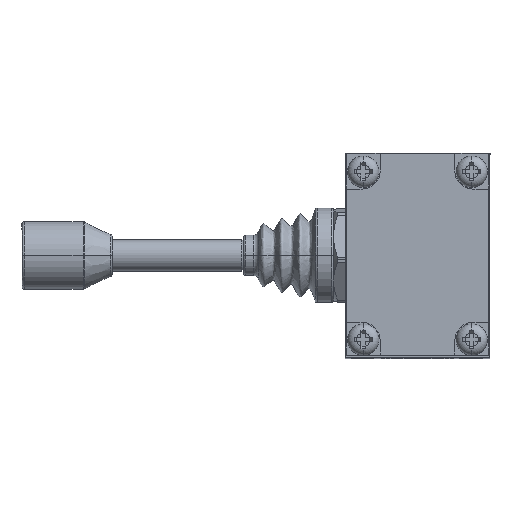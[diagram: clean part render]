
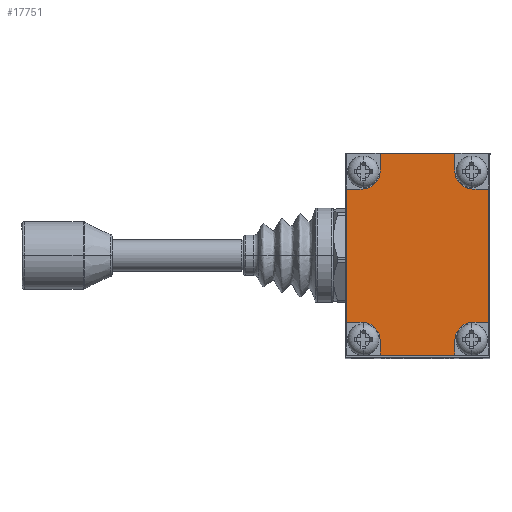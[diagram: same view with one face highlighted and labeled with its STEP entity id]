
A CAD part, top view. The second image highlights one B-rep face of the part: STEP entity #17751.
In plain terms, the highlighted planar face has unit normal (0, 0, 1).
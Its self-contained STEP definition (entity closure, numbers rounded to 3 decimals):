
#1132 = EDGE_CURVE ( 'NONE', #20784, #20652, #18702, .T. ) ;
#1135 = EDGE_CURVE ( 'NONE', #20953, #20918, #18706, .T. ) ;
#1147 = EDGE_CURVE ( 'NONE', #20642, #20848, #18720, .T. ) ;
#1172 = EDGE_CURVE ( 'NONE', #20738, #20700, #18746, .T. ) ;
#11519 = CARTESIAN_POINT ( 'NONE',  ( -15.8, 22.7, 0. ) ) ;
#11522 = DIRECTION ( 'NONE',  ( 0., -1., 0. ) ) ;
#11534 = CARTESIAN_POINT ( 'NONE',  ( 15.8, -22.1, 0. ) ) ;
#11537 = DIRECTION ( 'NONE',  ( 1., 0., 0. ) ) ;
#11586 = CARTESIAN_POINT ( 'NONE',  ( 15.8, 22.7, 0. ) ) ;
#11588 = DIRECTION ( 'NONE',  ( 0., 1., 0. ) ) ;
#11680 = CARTESIAN_POINT ( 'NONE',  ( 15.8, 22.7, 0. ) ) ;
#11683 = DIRECTION ( 'NONE',  ( -1., 0., 0. ) ) ;
#13696 = LINE ( 'NONE', #30233, #13698 ) ;
#13698 = VECTOR ( 'NONE', #30235, 1000. ) ;
#13700 = CIRCLE ( 'NONE', #38011, 4. ) ;
#13707 = LINE ( 'NONE', #30263, #13708 ) ;
#13708 = VECTOR ( 'NONE', #30264, 1000. ) ;
#13711 = LINE ( 'NONE', #30271, #13712 ) ;
#13712 = VECTOR ( 'NONE', #30273, 1000. ) ;
#13719 = CIRCLE ( 'NONE', #38017, 4. ) ;
#13723 = LINE ( 'NONE', #30304, #13724 ) ;
#13724 = VECTOR ( 'NONE', #30306, 1000. ) ;
#13730 = LINE ( 'NONE', #30322, #13731 ) ;
#13731 = VECTOR ( 'NONE', #30324, 1000. ) ;
#13732 = LINE ( 'NONE', #30332, #13734 ) ;
#13733 = CIRCLE ( 'NONE', #38021, 4. ) ;
#13734 = VECTOR ( 'NONE', #30334, 1000. ) ;
#17029 = FACE_OUTER_BOUND ( 'NONE', #46524, .T. ) ;
#17751 = ADVANCED_FACE ( 'NONE', ( #17029 ), #35551, .T. ) ;
#18277 = ORIENTED_EDGE ( 'NONE', *, *, #1132, .T. ) ;
#18279 = ORIENTED_EDGE ( 'NONE', *, *, #48732, .F. ) ;
#18281 = ORIENTED_EDGE ( 'NONE', *, *, #48733, .F. ) ;
#18283 = ORIENTED_EDGE ( 'NONE', *, *, #48738, .F. ) ;
#18287 = ORIENTED_EDGE ( 'NONE', *, *, #1172, .T. ) ;
#18289 = ORIENTED_EDGE ( 'NONE', *, *, #48740, .F. ) ;
#18291 = ORIENTED_EDGE ( 'NONE', *, *, #48744, .F. ) ;
#18293 = ORIENTED_EDGE ( 'NONE', *, *, #48747, .F. ) ;
#18295 = ORIENTED_EDGE ( 'NONE', *, *, #1147, .T. ) ;
#18297 = ORIENTED_EDGE ( 'NONE', *, *, #48751, .F. ) ;
#18299 = ORIENTED_EDGE ( 'NONE', *, *, #48752, .F. ) ;
#18301 = ORIENTED_EDGE ( 'NONE', *, *, #48753, .F. ) ;
#18303 = ORIENTED_EDGE ( 'NONE', *, *, #1135, .T. ) ;
#18305 = ORIENTED_EDGE ( 'NONE', *, *, #19024, .F. ) ;
#18307 = ORIENTED_EDGE ( 'NONE', *, *, #19025, .F. ) ;
#18309 = ORIENTED_EDGE ( 'NONE', *, *, #19026, .F. ) ;
#18702 = LINE ( 'NONE', #11519, #18703 ) ;
#18703 = VECTOR ( 'NONE', #11522, 1000. ) ;
#18706 = LINE ( 'NONE', #11534, #18707 ) ;
#18707 = VECTOR ( 'NONE', #11537, 1000. ) ;
#18720 = LINE ( 'NONE', #11586, #18721 ) ;
#18721 = VECTOR ( 'NONE', #11588, 1000. ) ;
#18746 = LINE ( 'NONE', #11680, #18747 ) ;
#18747 = VECTOR ( 'NONE', #11683, 1000. ) ;
#19024 = EDGE_CURVE ( 'NONE', #20953, #20841, #26019, .T. ) ;
#19025 = EDGE_CURVE ( 'NONE', #20841, #20806, #26023, .T. ) ;
#19026 = EDGE_CURVE ( 'NONE', #20806, #20652, #26022, .T. ) ;
#20642 = VERTEX_POINT ( 'NONE', #39118 ) ;
#20652 = VERTEX_POINT ( 'NONE', #39137 ) ;
#20656 = VERTEX_POINT ( 'NONE', #39145 ) ;
#20687 = VERTEX_POINT ( 'NONE', #39200 ) ;
#20700 = VERTEX_POINT ( 'NONE', #39223 ) ;
#20709 = VERTEX_POINT ( 'NONE', #39235 ) ;
#20738 = VERTEX_POINT ( 'NONE', #39261 ) ;
#20784 = VERTEX_POINT ( 'NONE', #39302 ) ;
#20806 = VERTEX_POINT ( 'NONE', #39322 ) ;
#20841 = VERTEX_POINT ( 'NONE', #39353 ) ;
#20848 = VERTEX_POINT ( 'NONE', #39357 ) ;
#20918 = VERTEX_POINT ( 'NONE', #39419 ) ;
#20920 = VERTEX_POINT ( 'NONE', #39421 ) ;
#20953 = VERTEX_POINT ( 'NONE', #39452 ) ;
#20967 = VERTEX_POINT ( 'NONE', #39466 ) ;
#20971 = VERTEX_POINT ( 'NONE', #39470 ) ;
#26019 = LINE ( 'NONE', #30814, #26021 ) ;
#26021 = VECTOR ( 'NONE', #30816, 1000. ) ;
#26022 = LINE ( 'NONE', #30826, #26024 ) ;
#26023 = CIRCLE ( 'NONE', #45610, 4. ) ;
#26024 = VECTOR ( 'NONE', #30828, 1000. ) ;
#30233 = CARTESIAN_POINT ( 'NONE',  ( -12.3, 14.8, 0. ) ) ;
#30235 = DIRECTION ( 'NONE',  ( 1., 0., 0. ) ) ;
#30238 = CARTESIAN_POINT ( 'NONE',  ( -12.3, 18.8, 0. ) ) ;
#30240 = DIRECTION ( 'NONE',  ( 0., 0., 1. ) ) ;
#30241 = DIRECTION ( 'NONE',  ( 1., 0., 0. ) ) ;
#30263 = CARTESIAN_POINT ( 'NONE',  ( -8.3, 22.7, 0. ) ) ;
#30264 = DIRECTION ( 'NONE',  ( 0., 1., 0. ) ) ;
#30271 = CARTESIAN_POINT ( 'NONE',  ( 8.3, 22.7, 0. ) ) ;
#30273 = DIRECTION ( 'NONE',  ( 0., -1., 0. ) ) ;
#30290 = CARTESIAN_POINT ( 'NONE',  ( 12.3, 18.8, 0. ) ) ;
#30292 = DIRECTION ( 'NONE',  ( 0., 0., 1. ) ) ;
#30293 = DIRECTION ( 'NONE',  ( 1., 0., 0. ) ) ;
#30304 = CARTESIAN_POINT ( 'NONE',  ( 15.8, 14.8, 0. ) ) ;
#30306 = DIRECTION ( 'NONE',  ( 1., 0., 0. ) ) ;
#30322 = CARTESIAN_POINT ( 'NONE',  ( 15.8, -14.8, 0. ) ) ;
#30324 = DIRECTION ( 'NONE',  ( -1., 0., 0. ) ) ;
#30326 = CARTESIAN_POINT ( 'NONE',  ( 12.3, -18.8, 0. ) ) ;
#30328 = DIRECTION ( 'NONE',  ( 0., 0., 1. ) ) ;
#30330 = DIRECTION ( 'NONE',  ( 1., 0., 0. ) ) ;
#30332 = CARTESIAN_POINT ( 'NONE',  ( 8.3, -18.8, 0. ) ) ;
#30334 = DIRECTION ( 'NONE',  ( 0., -1., 0. ) ) ;
#30814 = CARTESIAN_POINT ( 'NONE',  ( -8.3, -18.8, 0. ) ) ;
#30816 = DIRECTION ( 'NONE',  ( 0., 1., 0. ) ) ;
#30819 = CARTESIAN_POINT ( 'NONE',  ( -12.3, -18.8, 0. ) ) ;
#30821 = DIRECTION ( 'NONE',  ( 0., 0., 1. ) ) ;
#30823 = DIRECTION ( 'NONE',  ( 1., 0., 0. ) ) ;
#30826 = CARTESIAN_POINT ( 'NONE',  ( -12.3, -14.8, 0. ) ) ;
#30828 = DIRECTION ( 'NONE',  ( -1., 0., 0. ) ) ;
#35551 = PLANE ( 'NONE',  #45150 ) ;
#35553 = CARTESIAN_POINT ( 'NONE',  ( 15.8, 22.7, 0. ) ) ;
#35555 = DIRECTION ( 'NONE',  ( 0., 0., 1. ) ) ;
#35557 = DIRECTION ( 'NONE',  ( 1., 0., 0. ) ) ;
#38011 = AXIS2_PLACEMENT_3D ( 'NONE', #30238, #30240, #30241 ) ;
#38017 = AXIS2_PLACEMENT_3D ( 'NONE', #30290, #30292, #30293 ) ;
#38021 = AXIS2_PLACEMENT_3D ( 'NONE', #30326, #30328, #30330 ) ;
#39118 = CARTESIAN_POINT ( 'NONE',  ( 15.8, -14.8, 0. ) ) ;
#39137 = CARTESIAN_POINT ( 'NONE',  ( -15.8, -14.8, 0. ) ) ;
#39145 = CARTESIAN_POINT ( 'NONE',  ( 8.3, -18.8, 0. ) ) ;
#39200 = CARTESIAN_POINT ( 'NONE',  ( 8.3, 18.8, 0. ) ) ;
#39223 = CARTESIAN_POINT ( 'NONE',  ( -8.3, 22.7, 0. ) ) ;
#39235 = CARTESIAN_POINT ( 'NONE',  ( 12.3, -14.8, 0. ) ) ;
#39261 = CARTESIAN_POINT ( 'NONE',  ( 8.3, 22.7, 0. ) ) ;
#39302 = CARTESIAN_POINT ( 'NONE',  ( -15.8, 14.8, 0. ) ) ;
#39322 = CARTESIAN_POINT ( 'NONE',  ( -12.3, -14.8, 0. ) ) ;
#39353 = CARTESIAN_POINT ( 'NONE',  ( -8.3, -18.8, 0. ) ) ;
#39357 = CARTESIAN_POINT ( 'NONE',  ( 15.8, 14.8, 0. ) ) ;
#39419 = CARTESIAN_POINT ( 'NONE',  ( 8.3, -22.1, 0. ) ) ;
#39421 = CARTESIAN_POINT ( 'NONE',  ( -12.3, 14.8, 0. ) ) ;
#39452 = CARTESIAN_POINT ( 'NONE',  ( -8.3, -22.1, 0. ) ) ;
#39466 = CARTESIAN_POINT ( 'NONE',  ( -8.3, 18.8, 0. ) ) ;
#39470 = CARTESIAN_POINT ( 'NONE',  ( 12.3, 14.8, 0. ) ) ;
#45150 = AXIS2_PLACEMENT_3D ( 'NONE', #35553, #35555, #35557 ) ;
#45610 = AXIS2_PLACEMENT_3D ( 'NONE', #30819, #30821, #30823 ) ;
#46524 = EDGE_LOOP ( 'NONE', ( #18309, #18307, #18305, #18303, #18301, #18299, #18297, #18295, #18293, #18291, #18289, #18287, #18283, #18281, #18279, #18277 ) ) ;
#48732 = EDGE_CURVE ( 'NONE', #20784, #20920, #13696, .T. ) ;
#48733 = EDGE_CURVE ( 'NONE', #20920, #20967, #13700, .T. ) ;
#48738 = EDGE_CURVE ( 'NONE', #20967, #20700, #13707, .T. ) ;
#48740 = EDGE_CURVE ( 'NONE', #20738, #20687, #13711, .T. ) ;
#48744 = EDGE_CURVE ( 'NONE', #20687, #20971, #13719, .T. ) ;
#48747 = EDGE_CURVE ( 'NONE', #20971, #20848, #13723, .T. ) ;
#48751 = EDGE_CURVE ( 'NONE', #20642, #20709, #13730, .T. ) ;
#48752 = EDGE_CURVE ( 'NONE', #20709, #20656, #13733, .T. ) ;
#48753 = EDGE_CURVE ( 'NONE', #20656, #20918, #13732, .T. ) ;
